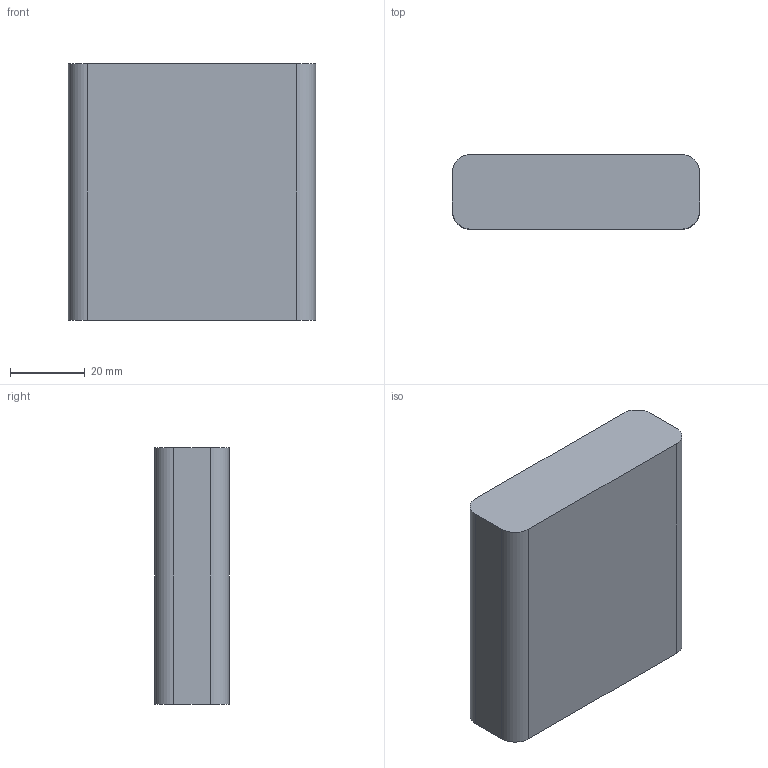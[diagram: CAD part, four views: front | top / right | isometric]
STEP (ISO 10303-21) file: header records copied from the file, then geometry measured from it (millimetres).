
FILE_DESCRIPTION(('HOOPS Exchange Step'),'2;1');
FILE_NAME('9a2014a0911b28017e2c1dcedc5d225c20200328-3347-d64an7.SLDPRT.step','2020-03-28T05:24:41+00:00',('converter2'),('Unknown organisation'),'HOOPS Exchange 2019.2','HOOPS Exchange','Unknown authorisation');
FILE_SCHEMA( ('AUTOMOTIVE_DESIGN { 1 0 10303 214 1 1 1 1 }') );
Length unit declared in the file: inch
Products named in the file (2): Default; 9a2014a0911b28017e2c1dcedc5d225c20200328-3347-d64an7
Assembly tree (1 placements, depth 2):
  9a2014a0911b28017e2c1dcedc5d225c20200328-3347-d64an7
    Default
Bounding box: 66.04 x 20 x 68.58 mm (x, y, z)
Volume: 89061.3 mm3; surface area: 13800.4 mm2
Topology: 1 solids, 1 shells, 10 faces, 24 edges, 16 vertices
Faces by surface type: plane 6, cylinder 4
Entity records: 347 total; most frequent: DIRECTION 58, CARTESIAN_POINT 53, ORIENTED_EDGE 48, EDGE_CURVE 24, AXIS2_PLACEMENT_3D 21, VERTEX_POINT 16, VECTOR 16, LINE 16
